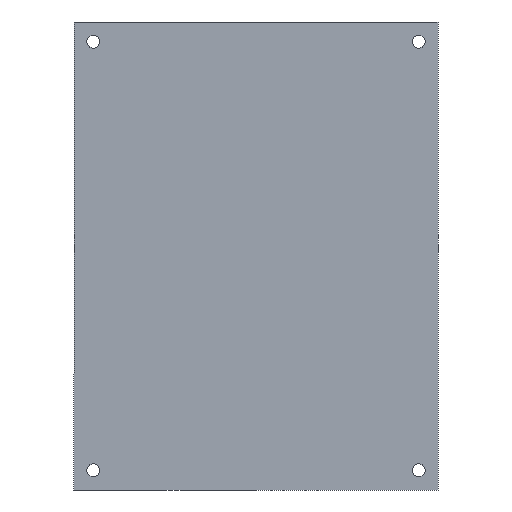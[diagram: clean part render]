
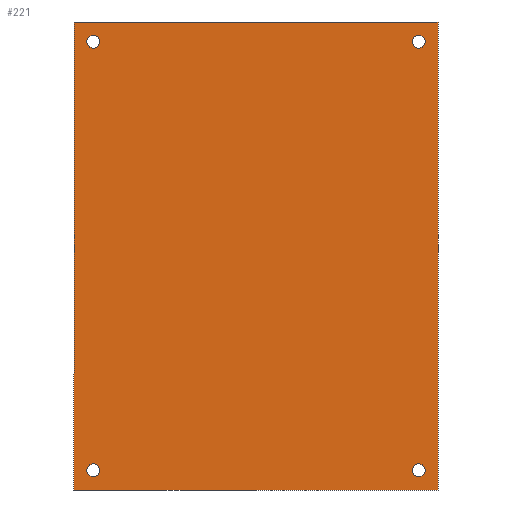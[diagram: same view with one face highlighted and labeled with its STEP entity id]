
A CAD part, front view. The second image highlights one B-rep face of the part: STEP entity #221.
In plain terms, the highlighted planar face has unit normal (0, -1, 0).
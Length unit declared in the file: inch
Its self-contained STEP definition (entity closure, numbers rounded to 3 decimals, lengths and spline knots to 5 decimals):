
#3 = DIRECTION ( 'NONE',  ( 0., 0., 1. ) ) ;
#4 = EDGE_CURVE ( 'NONE', #401, #418, #500, .T. ) ;
#9 = VERTEX_POINT ( 'NONE', #269 ) ;
#10 = CARTESIAN_POINT ( 'NONE',  ( 3.5, -0.1, 4.5 ) ) ;
#12 = AXIS2_PLACEMENT_3D ( 'NONE', #460, #74, #392 ) ;
#25 = DIRECTION ( 'NONE',  ( 0., 1., 0. ) ) ;
#36 = AXIS2_PLACEMENT_3D ( 'NONE', #154, #85, #362 ) ;
#37 = VERTEX_POINT ( 'NONE', #149 ) ;
#45 = VERTEX_POINT ( 'NONE', #275 ) ;
#52 = DIRECTION ( 'NONE',  ( 0., 1., 0. ) ) ;
#59 = CIRCLE ( 'NONE', #99, 0.125 ) ;
#67 = DIRECTION ( 'NONE',  ( 0., 0., 1. ) ) ;
#71 = CARTESIAN_POINT ( 'NONE',  ( 3.13, -0.1, -3.9975 ) ) ;
#72 = AXIS2_PLACEMENT_3D ( 'NONE', #330, #52, #482 ) ;
#74 = DIRECTION ( 'NONE',  ( 0., 1., 0. ) ) ;
#78 = EDGE_CURVE ( 'NONE', #104, #80, #250, .T. ) ;
#79 = CARTESIAN_POINT ( 'NONE',  ( -3.13, -0.1, -4.1225 ) ) ;
#80 = VERTEX_POINT ( 'NONE', #71 ) ;
#83 = EDGE_LOOP ( 'NONE', ( #389, #306 ) ) ;
#85 = DIRECTION ( 'NONE',  ( 0., -1., 0. ) ) ;
#87 = DIRECTION ( 'NONE',  ( -1., 0., 0. ) ) ;
#93 = VERTEX_POINT ( 'NONE', #231 ) ;
#98 = CARTESIAN_POINT ( 'NONE',  ( -3.13, -0.1, 4.1225 ) ) ;
#99 = AXIS2_PLACEMENT_3D ( 'NONE', #236, #228, #317 ) ;
#101 = EDGE_CURVE ( 'NONE', #240, #9, #319, .T. ) ;
#104 = VERTEX_POINT ( 'NONE', #415 ) ;
#114 = LINE ( 'NONE', #438, #328 ) ;
#115 = VERTEX_POINT ( 'NONE', #382 ) ;
#120 = CARTESIAN_POINT ( 'NONE',  ( -3.5, -0.1, -4.5 ) ) ;
#122 = DIRECTION ( 'NONE',  ( 0., 0., 1. ) ) ;
#139 = AXIS2_PLACEMENT_3D ( 'NONE', #226, #25, #140 ) ;
#140 = DIRECTION ( 'NONE',  ( 0., 0., 1. ) ) ;
#144 = AXIS2_PLACEMENT_3D ( 'NONE', #79, #360, #351 ) ;
#146 = CARTESIAN_POINT ( 'NONE',  ( 3.5, -0.1, -4.5 ) ) ;
#148 = PLANE ( 'NONE',  #36 ) ;
#149 = CARTESIAN_POINT ( 'NONE',  ( 3.13, -0.1, 3.9975 ) ) ;
#154 = CARTESIAN_POINT ( 'NONE',  ( -3.5, -0.1, 4.5 ) ) ;
#155 = EDGE_CURVE ( 'NONE', #318, #45, #367, .T. ) ;
#156 = ORIENTED_EDGE ( 'NONE', *, *, #4, .F. ) ;
#159 = EDGE_CURVE ( 'NONE', #45, #318, #170, .T. ) ;
#160 = ORIENTED_EDGE ( 'NONE', *, *, #249, .T. ) ;
#161 = CARTESIAN_POINT ( 'NONE',  ( 3.13, -0.1, -4.1225 ) ) ;
#167 = CIRCLE ( 'NONE', #12, 0.125 ) ;
#170 = CIRCLE ( 'NONE', #139, 0.125 ) ;
#184 = ORIENTED_EDGE ( 'NONE', *, *, #101, .F. ) ;
#191 = VECTOR ( 'NONE', #390, 39.37008 ) ;
#196 = CARTESIAN_POINT ( 'NONE',  ( -3.5, -0.1, -4.5 ) ) ;
#202 = EDGE_LOOP ( 'NONE', ( #410, #293 ) ) ;
#204 = CARTESIAN_POINT ( 'NONE',  ( 3.13, -0.1, 4.1225 ) ) ;
#209 = CARTESIAN_POINT ( 'NONE',  ( 3.5, -0.1, -4.5 ) ) ;
#221 = ADVANCED_FACE ( 'NONE', ( #239, #233, #311, #354, #270 ), #148, .T. ) ;
#226 = CARTESIAN_POINT ( 'NONE',  ( -3.13, -0.1, 4.1225 ) ) ;
#228 = DIRECTION ( 'NONE',  ( 0., 1., 0. ) ) ;
#229 = CIRCLE ( 'NONE', #144, 0.125 ) ;
#231 = CARTESIAN_POINT ( 'NONE',  ( 3.13, -0.1, 4.2475 ) ) ;
#233 = FACE_BOUND ( 'NONE', #467, .T. ) ;
#236 = CARTESIAN_POINT ( 'NONE',  ( -3.13, -0.1, -4.1225 ) ) ;
#239 = FACE_BOUND ( 'NONE', #397, .T. ) ;
#240 = VERTEX_POINT ( 'NONE', #196 ) ;
#242 = AXIS2_PLACEMENT_3D ( 'NONE', #204, #505, #122 ) ;
#243 = CARTESIAN_POINT ( 'NONE',  ( -3.13, -0.1, 3.9975 ) ) ;
#248 = EDGE_CURVE ( 'NONE', #9, #401, #114, .T. ) ;
#249 = EDGE_CURVE ( 'NONE', #37, #93, #373, .T. ) ;
#250 = CIRCLE ( 'NONE', #414, 0.125 ) ;
#256 = CIRCLE ( 'NONE', #72, 0.125 ) ;
#264 = ORIENTED_EDGE ( 'NONE', *, *, #159, .T. ) ;
#269 = CARTESIAN_POINT ( 'NONE',  ( -3.5, -0.1, 4.5 ) ) ;
#270 = FACE_OUTER_BOUND ( 'NONE', #445, .T. ) ;
#273 = DIRECTION ( 'NONE',  ( 1., 0., 0. ) ) ;
#275 = CARTESIAN_POINT ( 'NONE',  ( -3.13, -0.1, 4.2475 ) ) ;
#278 = ORIENTED_EDGE ( 'NONE', *, *, #437, .F. ) ;
#284 = VECTOR ( 'NONE', #87, 39.37008 ) ;
#292 = EDGE_CURVE ( 'NONE', #115, #424, #59, .T. ) ;
#293 = ORIENTED_EDGE ( 'NONE', *, *, #292, .T. ) ;
#301 = AXIS2_PLACEMENT_3D ( 'NONE', #98, #493, #67 ) ;
#302 = ORIENTED_EDGE ( 'NONE', *, *, #155, .T. ) ;
#306 = ORIENTED_EDGE ( 'NONE', *, *, #78, .T. ) ;
#310 = EDGE_CURVE ( 'NONE', #424, #115, #229, .T. ) ;
#311 = FACE_BOUND ( 'NONE', #83, .T. ) ;
#317 = DIRECTION ( 'NONE',  ( 0., 0., 1. ) ) ;
#318 = VERTEX_POINT ( 'NONE', #243 ) ;
#319 = LINE ( 'NONE', #120, #191 ) ;
#326 = CARTESIAN_POINT ( 'NONE',  ( 3.5, -0.1, -4.5 ) ) ;
#328 = VECTOR ( 'NONE', #273, 39.37008 ) ;
#330 = CARTESIAN_POINT ( 'NONE',  ( 3.13, -0.1, -4.1225 ) ) ;
#343 = EDGE_CURVE ( 'NONE', #93, #37, #167, .T. ) ;
#351 = DIRECTION ( 'NONE',  ( 0., 0., 1. ) ) ;
#354 = FACE_BOUND ( 'NONE', #202, .T. ) ;
#360 = DIRECTION ( 'NONE',  ( 0., 1., 0. ) ) ;
#362 = DIRECTION ( 'NONE',  ( 0., 0., -1. ) ) ;
#367 = CIRCLE ( 'NONE', #301, 0.125 ) ;
#368 = LINE ( 'NONE', #326, #284 ) ;
#371 = ORIENTED_EDGE ( 'NONE', *, *, #248, .F. ) ;
#373 = CIRCLE ( 'NONE', #242, 0.125 ) ;
#382 = CARTESIAN_POINT ( 'NONE',  ( -3.13, -0.1, -4.2475 ) ) ;
#389 = ORIENTED_EDGE ( 'NONE', *, *, #403, .T. ) ;
#390 = DIRECTION ( 'NONE',  ( 0., 0., 1. ) ) ;
#392 = DIRECTION ( 'NONE',  ( 0., 0., 1. ) ) ;
#397 = EDGE_LOOP ( 'NONE', ( #431, #160 ) ) ;
#401 = VERTEX_POINT ( 'NONE', #10 ) ;
#403 = EDGE_CURVE ( 'NONE', #80, #104, #256, .T. ) ;
#405 = CARTESIAN_POINT ( 'NONE',  ( -3.13, -0.1, -3.9975 ) ) ;
#410 = ORIENTED_EDGE ( 'NONE', *, *, #310, .T. ) ;
#414 = AXIS2_PLACEMENT_3D ( 'NONE', #161, #425, #3 ) ;
#415 = CARTESIAN_POINT ( 'NONE',  ( 3.13, -0.1, -4.2475 ) ) ;
#418 = VERTEX_POINT ( 'NONE', #209 ) ;
#424 = VERTEX_POINT ( 'NONE', #405 ) ;
#425 = DIRECTION ( 'NONE',  ( 0., 1., 0. ) ) ;
#431 = ORIENTED_EDGE ( 'NONE', *, *, #343, .T. ) ;
#437 = EDGE_CURVE ( 'NONE', #418, #240, #368, .T. ) ;
#438 = CARTESIAN_POINT ( 'NONE',  ( 3.5, -0.1, 4.5 ) ) ;
#445 = EDGE_LOOP ( 'NONE', ( #184, #278, #156, #371 ) ) ;
#459 = DIRECTION ( 'NONE',  ( 0., 0., -1. ) ) ;
#460 = CARTESIAN_POINT ( 'NONE',  ( 3.13, -0.1, 4.1225 ) ) ;
#467 = EDGE_LOOP ( 'NONE', ( #264, #302 ) ) ;
#469 = VECTOR ( 'NONE', #459, 39.37008 ) ;
#482 = DIRECTION ( 'NONE',  ( 0., 0., 1. ) ) ;
#493 = DIRECTION ( 'NONE',  ( 0., 1., 0. ) ) ;
#500 = LINE ( 'NONE', #146, #469 ) ;
#505 = DIRECTION ( 'NONE',  ( 0., 1., 0. ) ) ;
